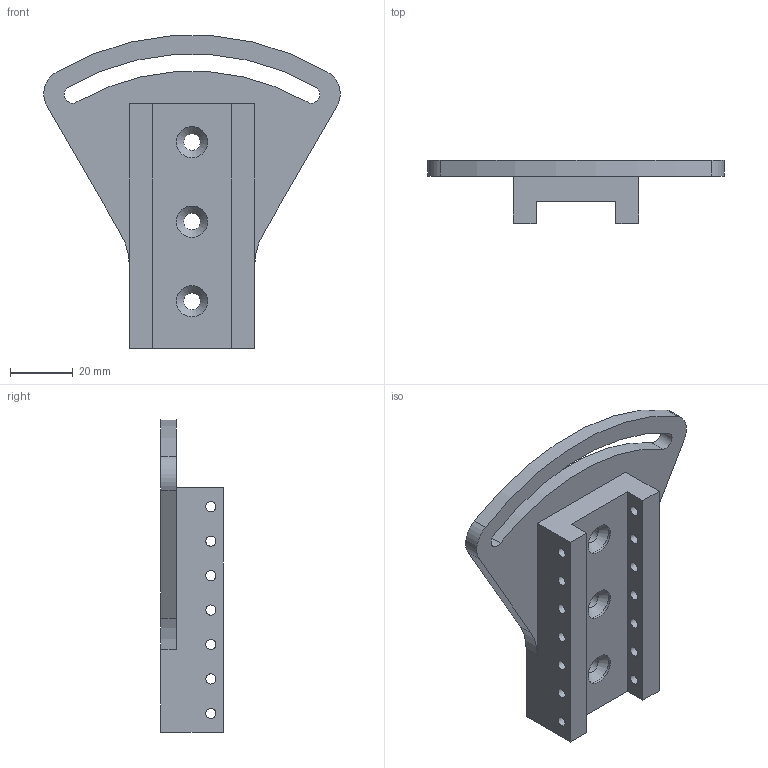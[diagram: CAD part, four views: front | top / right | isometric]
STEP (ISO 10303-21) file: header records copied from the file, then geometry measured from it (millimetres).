
FILE_DESCRIPTION(/* description */ ('Unknown','CAx-IF Rec.Pracs.---Representation and Presentation of Product Manufacturing Information (PMI)---4.0---2014-10-13','CAx-IF Rec.Pracs.---3D Tessellated Geometry---0.4---2014-09-14','2;1'),/* implementation_level */ '2;1');
FILE_NAME(/* name */ '508675_S01756_R0_Schwenk-U-Schiene',/* time_stamp */ '2023-02-10T17:03:12+01:00',/* author */ ('Unknown'),/* organization */ ('Unknown'),/* preprocessor_version */ 'ST-DEVELOPER v16.7',/* originating_system */ 'Solid Edge',/* authorisation */ 'Unknown');
FILE_SCHEMA (('AP242_MANAGED_MODEL_BASED_3D_ENGINEERING_MIM_LF { 1 0 10303 442 1 1 4 }'));
Length unit declared in the file: millimetre
Products named in the file (1): 508675_S01756_R0_Schwenk-U-Schiene
Bounding box: 94.61 x 20 x 99.75 mm (x, y, z)
Volume: 58576.3 mm3; surface area: 19161 mm2
Topology: 1 solids, 1 shells, 45 faces, 143 edges, 100 vertices
Faces by surface type: cylinder 29, plane 13, cone 3
Full cylindrical faces by diameter (mm): 3.242 x14, 5.3 x3, 10 x3
Entity records: 1735 total; most frequent: DIRECTION 250, CARTESIAN_POINT 226, ORIENTED_EDGE 200, EDGE_LOOP 104, FACE_BOUND 104, AXIS2_PLACEMENT_3D 104, EDGE_CURVE 100, VERTEX_POINT 80
